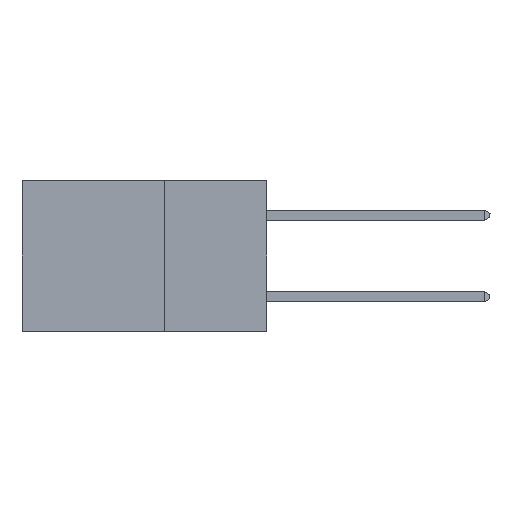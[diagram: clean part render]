
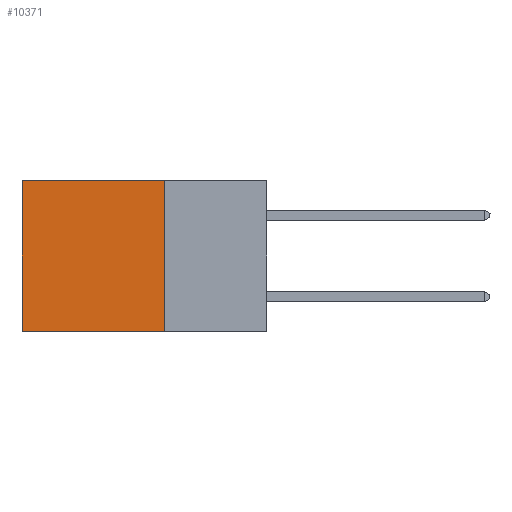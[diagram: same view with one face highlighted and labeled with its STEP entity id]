
A CAD part, left-side view. The second image highlights one B-rep face of the part: STEP entity #10371.
In plain terms, the highlighted planar face has unit normal (-1, 0, 0).
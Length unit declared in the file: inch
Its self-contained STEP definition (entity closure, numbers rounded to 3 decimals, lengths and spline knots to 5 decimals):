
#615 = LINE ( 'NONE', #2005, #7261 ) ;
#809 = CARTESIAN_POINT ( 'NONE',  ( 0.2875, 0.25, 0. ) ) ;
#856 = CARTESIAN_POINT ( 'NONE',  ( 0.2875, 0.6, -0.37 ) ) ;
#1003 = CARTESIAN_POINT ( 'NONE',  ( 0.2875, 0.25, 0. ) ) ;
#2005 = CARTESIAN_POINT ( 'NONE',  ( 0.2875, 0.6, 0. ) ) ;
#2332 = ORIENTED_EDGE ( 'NONE', *, *, #20372, .F. ) ;
#2805 = VERTEX_POINT ( 'NONE', #16327 ) ;
#3327 = VERTEX_POINT ( 'NONE', #25864 ) ;
#3925 = CARTESIAN_POINT ( 'NONE',  ( 0.2875, 0.25, 0. ) ) ;
#4221 = LINE ( 'NONE', #3925, #27445 ) ;
#5868 = EDGE_CURVE ( 'NONE', #3327, #21206, #23643, .T. ) ;
#6066 = CARTESIAN_POINT ( 'NONE',  ( 0.2875, 0.25, -0.37 ) ) ;
#7261 = VECTOR ( 'NONE', #22746, 39.37008 ) ;
#7442 = DIRECTION ( 'NONE',  ( 0., 0., -1. ) ) ;
#8545 = CARTESIAN_POINT ( 'NONE',  ( 0.2875, 0.25, -0.37 ) ) ;
#10371 = ADVANCED_FACE ( 'NONE', ( #18923 ), #28056, .F. ) ;
#10611 = EDGE_LOOP ( 'NONE', ( #24574, #2332, #16497, #27544 ) ) ;
#13295 = VECTOR ( 'NONE', #19371, 39.37008 ) ;
#15426 = VECTOR ( 'NONE', #16621, 39.37008 ) ;
#16327 = CARTESIAN_POINT ( 'NONE',  ( 0.2875, 0.6, 0. ) ) ;
#16497 = ORIENTED_EDGE ( 'NONE', *, *, #5868, .F. ) ;
#16621 = DIRECTION ( 'NONE',  ( 0., 0., -1. ) ) ;
#17064 = EDGE_CURVE ( 'NONE', #3327, #2805, #4221, .T. ) ;
#18923 = FACE_OUTER_BOUND ( 'NONE', #10611, .T. ) ;
#19371 = DIRECTION ( 'NONE',  ( 0., 1., 0. ) ) ;
#20372 = EDGE_CURVE ( 'NONE', #21206, #29215, #26538, .T. ) ;
#21206 = VERTEX_POINT ( 'NONE', #8545 ) ;
#21297 = DIRECTION ( 'NONE',  ( 1., 0., 0. ) ) ;
#22746 = DIRECTION ( 'NONE',  ( 0., 0., -1. ) ) ;
#23643 = LINE ( 'NONE', #809, #15426 ) ;
#24399 = DIRECTION ( 'NONE',  ( 0., 1., 0. ) ) ;
#24574 = ORIENTED_EDGE ( 'NONE', *, *, #26250, .T. ) ;
#25864 = CARTESIAN_POINT ( 'NONE',  ( 0.2875, 0.25, 0. ) ) ;
#26250 = EDGE_CURVE ( 'NONE', #2805, #29215, #615, .T. ) ;
#26538 = LINE ( 'NONE', #6066, #13295 ) ;
#27082 = AXIS2_PLACEMENT_3D ( 'NONE', #1003, #21297, #7442 ) ;
#27445 = VECTOR ( 'NONE', #24399, 39.37008 ) ;
#27544 = ORIENTED_EDGE ( 'NONE', *, *, #17064, .T. ) ;
#28056 = PLANE ( 'NONE',  #27082 ) ;
#29215 = VERTEX_POINT ( 'NONE', #856 ) ;
